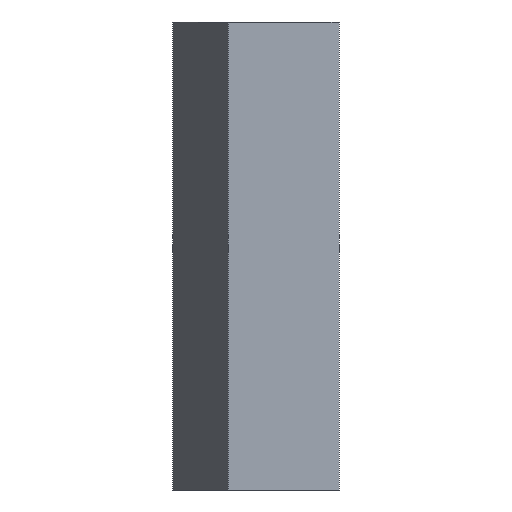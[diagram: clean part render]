
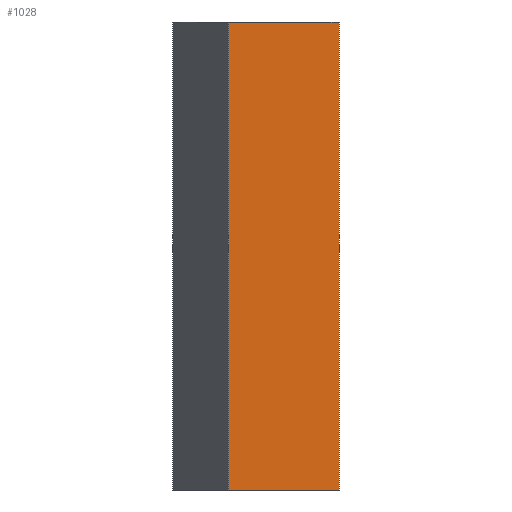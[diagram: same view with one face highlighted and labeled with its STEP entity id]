
A CAD part, left-side view. The second image highlights one B-rep face of the part: STEP entity #1028.
In plain terms, the highlighted planar face has unit normal (-1, 0, 0).
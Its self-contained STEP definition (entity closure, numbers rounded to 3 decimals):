
#972=CARTESIAN_POINT('',(14.342,13.746,100.0));
#973=VERTEX_POINT('',#972);
#980=CARTESIAN_POINT('',(14.342,13.746,0.0));
#981=VERTEX_POINT('',#980);
#982=CARTESIAN_POINT('',(14.342,13.746,0.0));
#983=DIRECTION('',(0.0,0.0,1.0));
#984=VECTOR('',#983,100.0);
#985=LINE('',#982,#984);
#986=EDGE_CURVE('',#981,#973,#985,.T.);
#998=CARTESIAN_POINT('',(14.342,13.746,0.0));
#999=DIRECTION('',(-1.0,0.0,0.0));
#1000=DIRECTION('',(0.0,0.0,1.0));
#1001=AXIS2_PLACEMENT_3D('',#998,#999,#1000);
#1002=PLANE('',#1001);
#1003=CARTESIAN_POINT('',(14.342,37.406,100.0));
#1004=VERTEX_POINT('',#1003);
#1005=CARTESIAN_POINT('',(14.342,13.746,100.0));
#1006=DIRECTION('',(0.0,1.0,0.0));
#1007=VECTOR('',#1006,23.66);
#1008=LINE('',#1005,#1007);
#1009=EDGE_CURVE('',#973,#1004,#1008,.T.);
#1010=ORIENTED_EDGE('',*,*,#1009,.T.);
#1011=CARTESIAN_POINT('',(14.342,37.406,0.0));
#1012=VERTEX_POINT('',#1011);
#1013=CARTESIAN_POINT('',(14.342,37.406,0.0));
#1014=DIRECTION('',(0.0,0.0,1.0));
#1015=VECTOR('',#1014,100.0);
#1016=LINE('',#1013,#1015);
#1017=EDGE_CURVE('',#1012,#1004,#1016,.T.);
#1018=ORIENTED_EDGE('',*,*,#1017,.F.);
#1019=CARTESIAN_POINT('',(14.342,13.746,0.0));
#1020=DIRECTION('',(0.0,1.0,0.0));
#1021=VECTOR('',#1020,23.66);
#1022=LINE('',#1019,#1021);
#1023=EDGE_CURVE('',#981,#1012,#1022,.T.);
#1024=ORIENTED_EDGE('',*,*,#1023,.F.);
#1025=ORIENTED_EDGE('',*,*,#986,.T.);
#1026=EDGE_LOOP('',(#1010,#1018,#1024,#1025));
#1027=FACE_OUTER_BOUND('',#1026,.T.);
#1028=ADVANCED_FACE('',(#1027),#1002,.T.);
